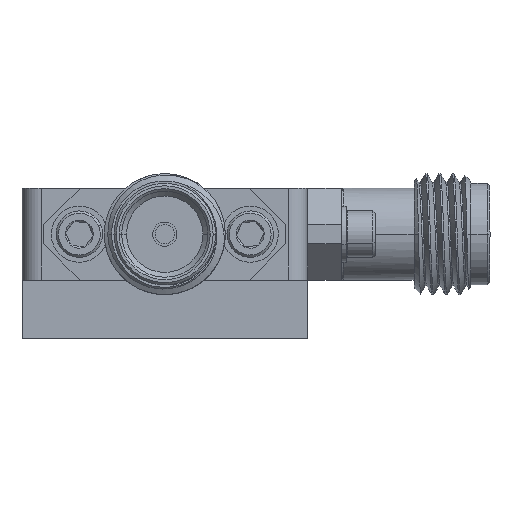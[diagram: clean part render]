
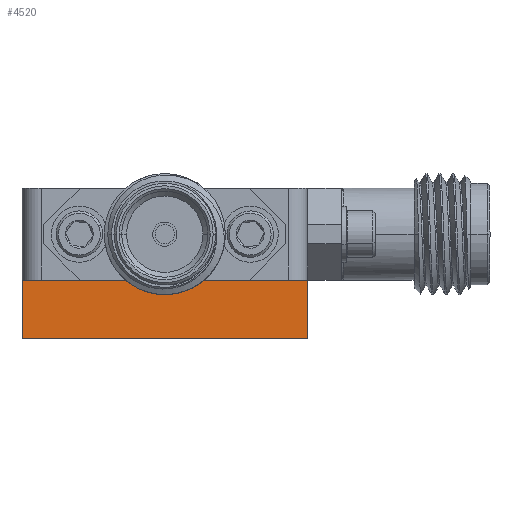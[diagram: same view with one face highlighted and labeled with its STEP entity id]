
A CAD part, left-side view. The second image highlights one B-rep face of the part: STEP entity #4520.
In plain terms, the highlighted planar face has unit normal (-1, 0, 0).
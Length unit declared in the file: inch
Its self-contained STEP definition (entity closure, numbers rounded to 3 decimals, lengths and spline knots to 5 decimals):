
#958 = EDGE_CURVE ( 'NONE', #18576, #10038, #29188, .T. ) ;
#2226 = VERTEX_POINT ( 'NONE', #55802 ) ;
#4520 = ADVANCED_FACE ( 'NONE', ( #35916 ), #40796, .F. ) ;
#8297 = ORIENTED_EDGE ( 'NONE', *, *, #87297, .T. ) ;
#10038 = VERTEX_POINT ( 'NONE', #66225 ) ;
#16444 = CARTESIAN_POINT ( 'NONE',  ( -0.4, 0.295, -0.31 ) ) ;
#17738 = CARTESIAN_POINT ( 'NONE',  ( -0.4, -0.295, -0.19 ) ) ;
#18576 = VERTEX_POINT ( 'NONE', #32207 ) ;
#19350 = ORIENTED_EDGE ( 'NONE', *, *, #958, .F. ) ;
#23377 = VECTOR ( 'NONE', #85075, 39.37008 ) ;
#26305 = ORIENTED_EDGE ( 'NONE', *, *, #40444, .F. ) ;
#28302 = EDGE_CURVE ( 'NONE', #2226, #83037, #45947, .T. ) ;
#29188 = LINE ( 'NONE', #16444, #84995 ) ;
#32207 = CARTESIAN_POINT ( 'NONE',  ( -0.4, 0.295, -0.31 ) ) ;
#34845 = DIRECTION ( 'NONE',  ( 0., 1., 0. ) ) ;
#35916 = FACE_OUTER_BOUND ( 'NONE', #70403, .T. ) ;
#36958 = LINE ( 'NONE', #48997, #65942 ) ;
#40444 = EDGE_CURVE ( 'NONE', #2226, #18576, #36958, .T. ) ;
#40543 = VECTOR ( 'NONE', #76851, 39.37008 ) ;
#40796 = PLANE ( 'NONE',  #53189 ) ;
#45235 = CARTESIAN_POINT ( 'NONE',  ( -0.4, -0.295, -0.31 ) ) ;
#45947 = LINE ( 'NONE', #45235, #23377 ) ;
#48997 = CARTESIAN_POINT ( 'NONE',  ( -0.4, -0.295, -0.31 ) ) ;
#49013 = CARTESIAN_POINT ( 'NONE',  ( -0.4, -0.295, -0.19 ) ) ;
#53189 = AXIS2_PLACEMENT_3D ( 'NONE', #68613, #54573, #62039 ) ;
#54573 = DIRECTION ( 'NONE',  ( 1., 0., 0. ) ) ;
#55491 = LINE ( 'NONE', #49013, #40543 ) ;
#55802 = CARTESIAN_POINT ( 'NONE',  ( -0.4, -0.295, -0.31 ) ) ;
#62039 = DIRECTION ( 'NONE',  ( 0., 0., -1. ) ) ;
#64447 = DIRECTION ( 'NONE',  ( 0., 0., 1. ) ) ;
#65942 = VECTOR ( 'NONE', #34845, 39.37008 ) ;
#66225 = CARTESIAN_POINT ( 'NONE',  ( -0.4, 0.295, -0.19 ) ) ;
#68613 = CARTESIAN_POINT ( 'NONE',  ( -0.4, -0.295, -0.31 ) ) ;
#70403 = EDGE_LOOP ( 'NONE', ( #8297, #19350, #26305, #73161 ) ) ;
#73161 = ORIENTED_EDGE ( 'NONE', *, *, #28302, .T. ) ;
#76851 = DIRECTION ( 'NONE',  ( 0., 1., 0. ) ) ;
#83037 = VERTEX_POINT ( 'NONE', #17738 ) ;
#84995 = VECTOR ( 'NONE', #64447, 39.37008 ) ;
#85075 = DIRECTION ( 'NONE',  ( 0., 0., 1. ) ) ;
#87297 = EDGE_CURVE ( 'NONE', #83037, #10038, #55491, .T. ) ;
